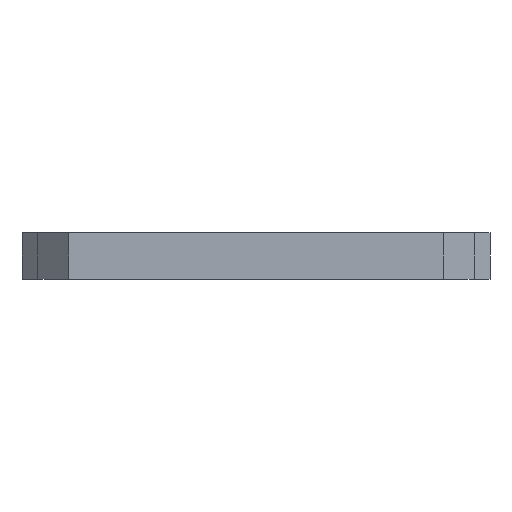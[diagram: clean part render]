
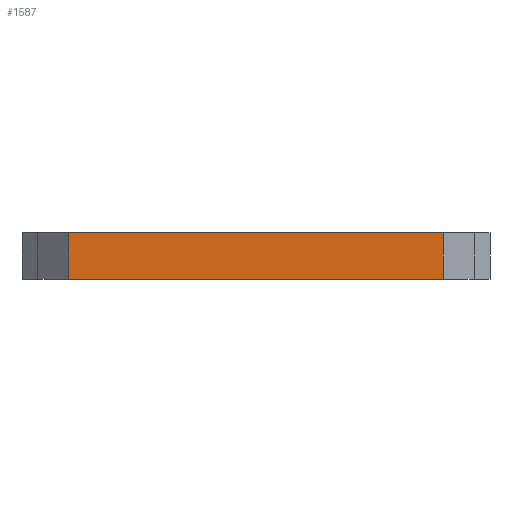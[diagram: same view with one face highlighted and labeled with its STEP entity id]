
A CAD part, front view. The second image highlights one B-rep face of the part: STEP entity #1587.
In plain terms, the highlighted planar face has unit normal (0, -1, 0).
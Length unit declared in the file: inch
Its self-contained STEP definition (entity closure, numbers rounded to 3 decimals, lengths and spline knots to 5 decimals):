
#55=DIRECTION('',(1.,0.,0.));
#56=VECTOR('',#55,5.905);
#57=CARTESIAN_POINT('',(-2.9525,-4.156,0.));
#58=LINE('',#57,#56);
#429=DIRECTION('',(0.,0.,-1.));
#430=VECTOR('',#429,0.725);
#431=CARTESIAN_POINT('',(2.9525,-4.156,0.));
#432=LINE('',#431,#430);
#433=DIRECTION('',(1.,0.,0.));
#434=VECTOR('',#433,5.905);
#435=CARTESIAN_POINT('',(-2.9525,-4.156,-0.725));
#436=LINE('',#435,#434);
#437=DIRECTION('',(0.,0.,-1.));
#438=VECTOR('',#437,0.725);
#439=CARTESIAN_POINT('',(-2.9525,-4.156,0.));
#440=LINE('',#439,#438);
#919=CARTESIAN_POINT('',(-2.9525,-4.156,0.));
#920=VERTEX_POINT('',#919);
#921=CARTESIAN_POINT('',(2.9525,-4.156,0.));
#922=VERTEX_POINT('',#921);
#963=CARTESIAN_POINT('',(-2.9525,-4.156,-0.725));
#964=VERTEX_POINT('',#963);
#965=CARTESIAN_POINT('',(2.9525,-4.156,-0.725));
#966=VERTEX_POINT('',#965);
#1575=CARTESIAN_POINT('',(-2.9525,-4.156,0.));
#1576=DIRECTION('',(0.,-1.,0.));
#1577=DIRECTION('',(1.,0.,0.));
#1578=AXIS2_PLACEMENT_3D('',#1575,#1576,#1577);
#1579=PLANE('',#1578);
#1580=ORIENTED_EDGE('',*,*,#1325,.F.);
#1582=ORIENTED_EDGE('',*,*,#1581,.F.);
#1583=ORIENTED_EDGE('',*,*,#1192,.T.);
#1584=ORIENTED_EDGE('',*,*,#1568,.T.);
#1585=EDGE_LOOP('',(#1580,#1582,#1583,#1584));
#1586=FACE_OUTER_BOUND('',#1585,.F.);
#1192=EDGE_CURVE('',#920,#922,#58,.T.);
#1325=EDGE_CURVE('',#964,#966,#436,.T.);
#1568=EDGE_CURVE('',#922,#966,#432,.T.);
#1581=EDGE_CURVE('',#920,#964,#440,.T.);
#1587=ADVANCED_FACE('',(#1586),#1579,.T.);
